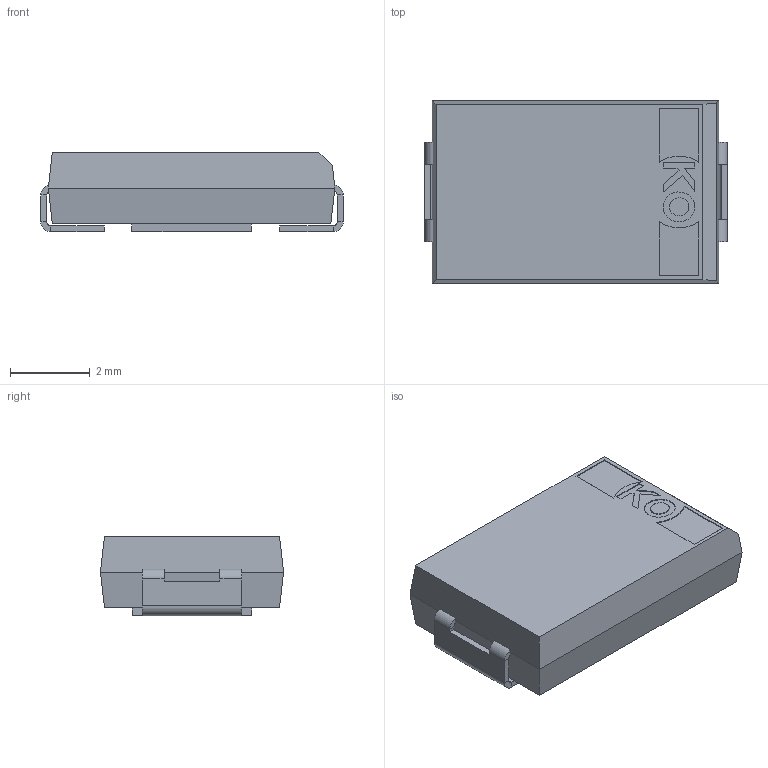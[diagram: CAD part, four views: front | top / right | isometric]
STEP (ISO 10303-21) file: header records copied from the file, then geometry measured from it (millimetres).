
FILE_DESCRIPTION (( 'STEP AP214' ), '1' );
FILE_NAME ('User Library-Case Code KEMET V.STEP', '2022-04-09T14:12:21', ( '' ), ( '' ), 'SwSTEP 2.0', 'SolidWorks 2021', '' );
FILE_SCHEMA (( 'AUTOMOTIVE_DESIGN' ));
Length unit declared in the file: millimetre
Products named in the file (3): User Library-Case Code KEMET V; Lead frame; Body
Assembly tree (2 placements, depth 2):
  User Library-Case Code KEMET V
    Body
    Lead frame
Bounding box: 7.6 x 4.6 x 2 mm (x, y, z)
Volume: 63.5 mm3; surface area: 170 mm2
Topology: 2 solids, 2 shells, 103 faces, 239 edges, 142 vertices
Faces by surface type: plane 85, cylinder 14, bspline 4
Entity records: 3263 total; most frequent: CARTESIAN_POINT 541, ORIENTED_EDGE 478, DIRECTION 467, EDGE_CURVE 239, VECTOR 203, LINE 203, VERTEX_POINT 142, AXIS2_PLACEMENT_3D 132
